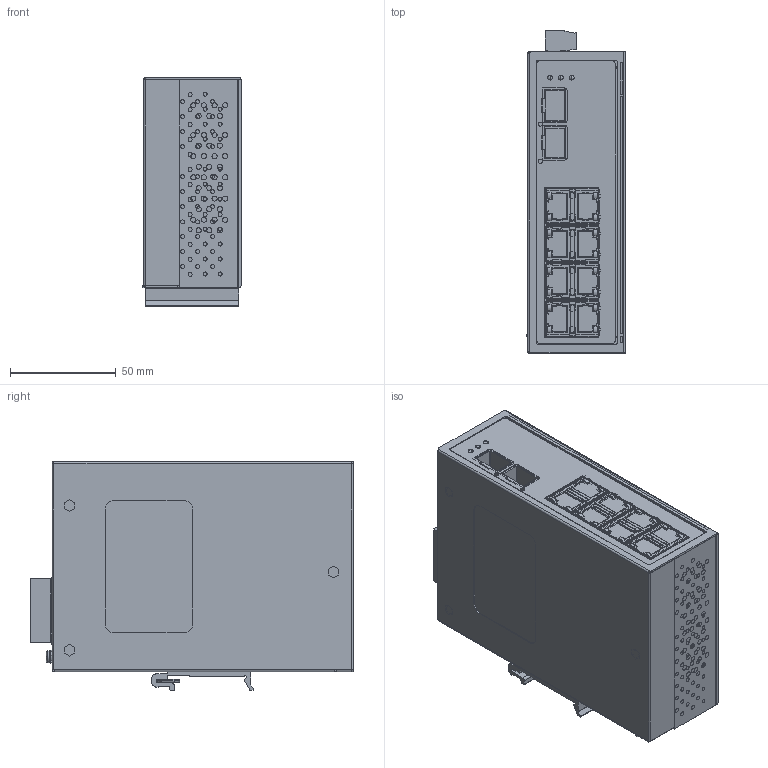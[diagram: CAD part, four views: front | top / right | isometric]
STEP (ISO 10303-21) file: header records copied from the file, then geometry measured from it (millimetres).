
FILE_DESCRIPTION (( 'STEP AP214' ), '1' );
FILE_NAME ('LEONTON_EG2-0800_3D sr1 solid but 16 bad faces1 extTB1ac coord pre CASE MOD for EG2-1002sfp 1aCd cmb1Cc 46MM CASE ONLY mm COMBaB Modn1 coord fxt.STEP', '2023-07-26T14:19:51', ( '' ), ( '' ), 'SwSTEP 2.0', 'SolidWorks 2021', '' );
FILE_SCHEMA (( 'AUTOMOTIVE_DESIGN' ));
Length unit declared in the file: inch
Products named in the file (1): LEONTON_EG2-0800_3D sr1 solid but 16 bad faces1 extTB1ac coord pre CASE MOD for EG2-1002sfp 1aCd cmb1Cc 46MM CASE ONLY mm COMBaB Modn1 coord fxt
Bounding box: 46.26 x 152.14 x 107.8 mm (x, y, z)
Volume: 151452.6 mm3; surface area: 142828.3 mm2
Topology: 33 solids, 33 shells, 3512 faces, 9370 edges, 5970 vertices
Faces by surface type: plane 1754, cylinder 1333, bspline 135, cone 123, torus 121, sphere 46
Entity records: 120471 total; most frequent: CARTESIAN_POINT 31231, ORIENTED_EDGE 18588, DIRECTION 18228, EDGE_CURVE 9294, AXIS2_PLACEMENT_3D 6181, VERTEX_POINT 5957, LINE 5866, VECTOR 5866
